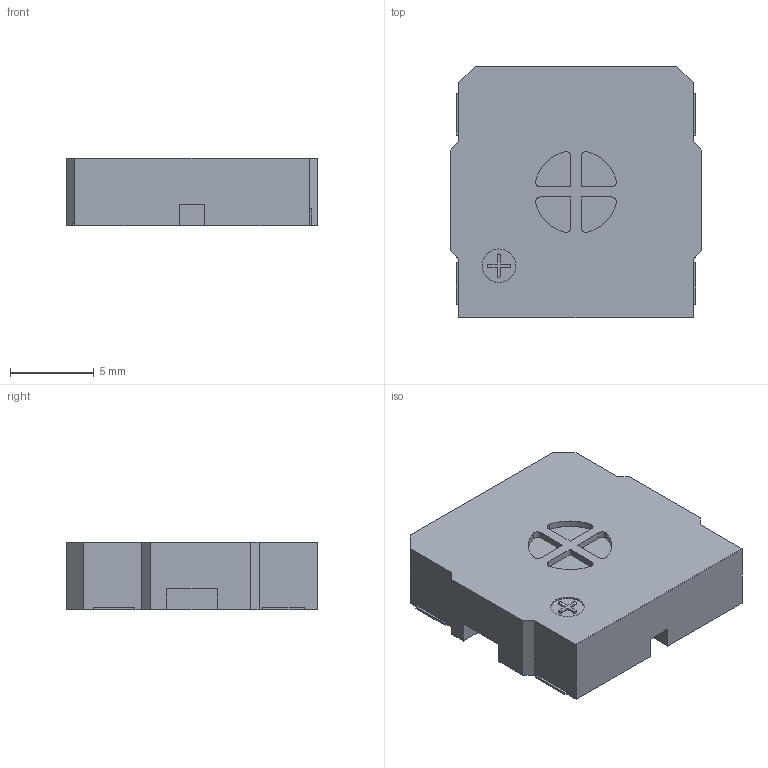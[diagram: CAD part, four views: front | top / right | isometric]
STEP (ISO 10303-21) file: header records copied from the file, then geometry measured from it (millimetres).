
FILE_DESCRIPTION(('FreeCAD Model'),'2;1');
FILE_NAME('Open CASCADE Shape Model','2025-08-17T05:17:35',('Author'),( ''),'Open CASCADE STEP processor 7.8','FreeCAD','Unknown');
FILE_SCHEMA(('AUTOMOTIVE_DESIGN { 1 0 10303 214 1 1 1 1 }'));
Length unit declared in the file: millimetre
Products named in the file (6): Same_Sky_CMS-151504-SMT-TR005; Same_Sky_CMS-151504-SMT-TR; Same_Sky_CMS-151504-SMT-TR001; Same_Sky_CMS-151504-SMT-TR002; Same_Sky_CMS-151504-SMT-TR003; Same_Sky_CMS-151504-SMT-TR004
Assembly tree (5 placements, depth 2):
  Same_Sky_CMS-151504-SMT-TR005
    Same_Sky_CMS-151504-SMT-TR
    Same_Sky_CMS-151504-SMT-TR001
    Same_Sky_CMS-151504-SMT-TR002
    Same_Sky_CMS-151504-SMT-TR003
    Same_Sky_CMS-151504-SMT-TR004
Bounding box: 15 x 15 x 4 mm (x, y, z)
Volume: 705.1 mm3; surface area: 1167.9 mm2
Topology: 5 solids, 7 shells, 195 faces, 514 edges, 342 vertices
Faces by surface type: plane 151, cylinder 44
Entity records: 6163 total; most frequent: CARTESIAN_POINT 1057, ORIENTED_EDGE 1028, DIRECTION 1022, EDGE_CURVE 514, LINE 408, VECTOR 408, VERTEX_POINT 342, AXIS2_PLACEMENT_3D 307
